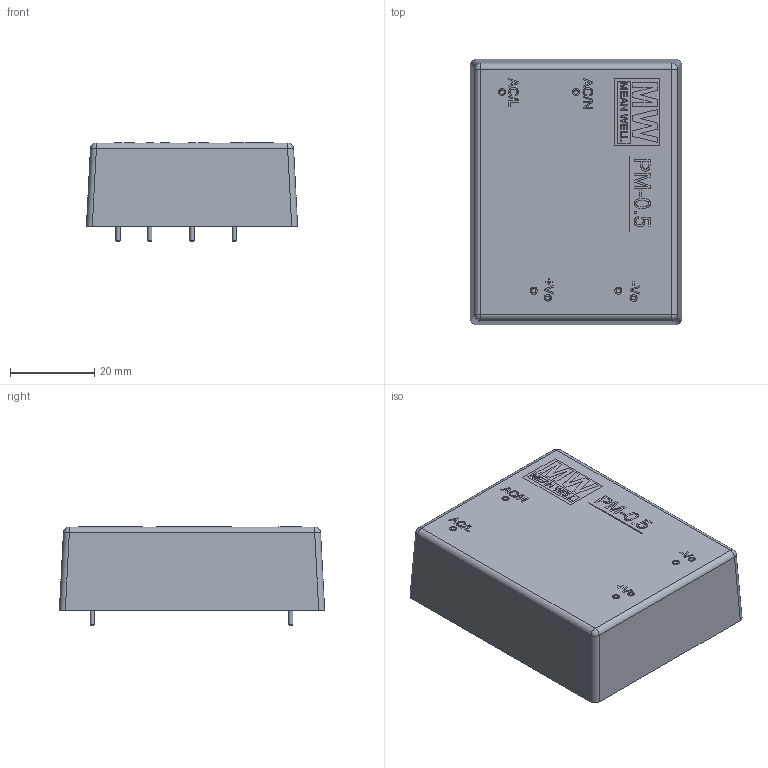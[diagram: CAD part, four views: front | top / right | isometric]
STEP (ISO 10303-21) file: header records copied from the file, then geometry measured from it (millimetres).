
FILE_DESCRIPTION(/* description */ ('Alibre Inc.'),/* implementation_level */ '2;1');
FILE_NAME(/* name */ 'export0',/* time_stamp */ '2012-09-16T16:00:06+03:00',/* author */ (''),/* organization */ (''),/* preprocessor_version */ 'ST-DEVELOPER v14',/* originating_system */ 'Alibre',/* authorisation */ '');
FILE_SCHEMA (('AUTOMOTIVE_DESIGN'));
Length unit declared in the file: centimetre
Bounding box: 50 x 62.8 x 23.21 mm (x, y, z)
Volume: 59491.5 mm3; surface area: 10302.1 mm2
Topology: 1 solids, 1 shells, 487 faces, 1287 edges, 850 vertices
Faces by surface type: plane 295, bspline 172, cylinder 12, cone 4, sphere 4
Full cylindrical faces by diameter (mm): 1 x4
Entity records: 15208 total; most frequent: CARTESIAN_POINT 4148, ORIENTED_EDGE 2550, DIRECTION 1282, EDGE_CURVE 1275, VECTOR 903, LINE 903, VERTEX_POINT 850, EDGE_LOOP 547
